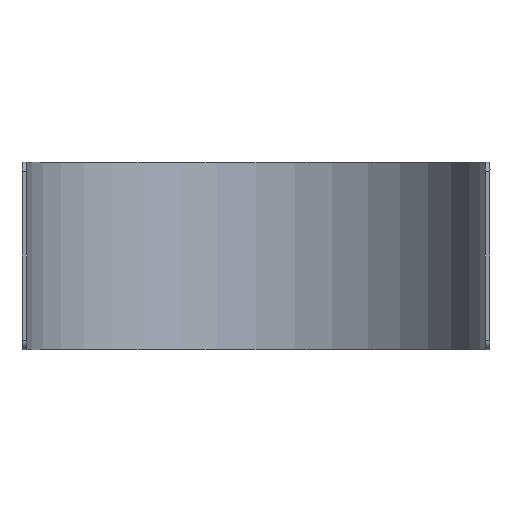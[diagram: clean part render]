
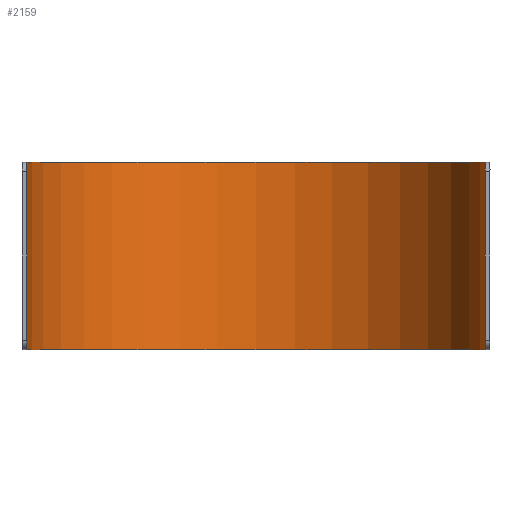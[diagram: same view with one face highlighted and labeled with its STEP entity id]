
A CAD part, front view. The second image highlights one B-rep face of the part: STEP entity #2159.
In plain terms, the highlighted cylindrical face has radius 24.5 mm (diameter 49 mm), a partial arc.
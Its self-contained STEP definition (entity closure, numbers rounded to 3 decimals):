
#154 = CARTESIAN_POINT ( 'NONE',  ( -24.5, 0.109, 9.523 ) ) ;
#194 = CARTESIAN_POINT ( 'NONE',  ( 24.495, 0.496, -9.874 ) ) ;
#423 = B_SPLINE_CURVE_WITH_KNOTS ( 'NONE', 3,
 ( #8313, #8989, #3067, #194, #3164, #7587, #2339, #3016 ),
 .UNSPECIFIED., .F., .F.,
 ( 4, 2, 2, 4 ),
 ( 0., 0., 0.001, 0.002 ),
 .UNSPECIFIED. ) ;
#576 = CARTESIAN_POINT ( 'NONE',  ( 24.5, 0., 9. ) ) ;
#629 = CARTESIAN_POINT ( 'NONE',  ( 24.5, 0.026, 9.262 ) ) ;
#664 = DIRECTION ( 'NONE',  ( 0., 0., -1. ) ) ;
#685 = ORIENTED_EDGE ( 'NONE', *, *, #4604, .T. ) ;
#788 = CARTESIAN_POINT ( 'NONE',  ( -24.489, 0.738, 9.974 ) ) ;
#862 = CARTESIAN_POINT ( 'NONE',  ( 24.5, 0., -9. ) ) ;
#935 = CARTESIAN_POINT ( 'NONE',  ( -24.5, 0., 9. ) ) ;
#1261 = EDGE_CURVE ( 'NONE', #7088, #7951, #423, .T. ) ;
#1335 = B_SPLINE_CURVE_WITH_KNOTS ( 'NONE', 3,
 ( #6085, #8218, #788, #7499, #1532, #154, #8993, #935 ),
 .UNSPECIFIED., .F., .F.,
 ( 4, 2, 2, 4 ),
 ( 0., 0., 0.001, 0.002 ),
 .UNSPECIFIED. ) ;
#1521 = CARTESIAN_POINT ( 'NONE',  ( -24.48, 1., 10. ) ) ;
#1532 = CARTESIAN_POINT ( 'NONE',  ( -24.497, 0.386, 9.8 ) ) ;
#1581 = LINE ( 'NONE', #5307, #2469 ) ;
#1739 = DIRECTION ( 'NONE',  ( 0., 0., -1. ) ) ;
#1951 = CARTESIAN_POINT ( 'NONE',  ( 24.48, 1., 10. ) ) ;
#1996 = CARTESIAN_POINT ( 'NONE',  ( 24.499, 0.201, 9.615 ) ) ;
#2129 = CARTESIAN_POINT ( 'NONE',  ( 0., 0., 10. ) ) ;
#2159 = ADVANCED_FACE ( 'NONE', ( #5713 ), #3478, .F. ) ;
#2219 = CARTESIAN_POINT ( 'NONE',  ( -24.496, 0.477, -9.891 ) ) ;
#2238 = CARTESIAN_POINT ( 'NONE',  ( 24.5, 0., 9. ) ) ;
#2282 = DIRECTION ( 'NONE',  ( -1., 0., 0. ) ) ;
#2339 = CARTESIAN_POINT ( 'NONE',  ( 24.5, 0., -9.264 ) ) ;
#2469 = VECTOR ( 'NONE', #6083, 1000. ) ;
#2745 = CARTESIAN_POINT ( 'NONE',  ( 0., 0., 10. ) ) ;
#2906 = VERTEX_POINT ( 'NONE', #2238 ) ;
#2939 = CARTESIAN_POINT ( 'NONE',  ( -24.49, 0.736, -10. ) ) ;
#3016 = CARTESIAN_POINT ( 'NONE',  ( 24.5, 0., -9. ) ) ;
#3056 = CARTESIAN_POINT ( 'NONE',  ( 0., 0., -10. ) ) ;
#3067 = CARTESIAN_POINT ( 'NONE',  ( 24.489, 0.738, -9.974 ) ) ;
#3092 = VERTEX_POINT ( 'NONE', #5775 ) ;
#3164 = CARTESIAN_POINT ( 'NONE',  ( 24.497, 0.386, -9.8 ) ) ;
#3474 = B_SPLINE_CURVE_WITH_KNOTS ( 'NONE', 3,
 ( #5704, #8623, #7468, #8231, #8183, #2219, #2939, #6745 ),
 .UNSPECIFIED., .F., .F.,
 ( 4, 2, 2, 4 ),
 ( 0., 0., 0.001, 0.002 ),
 .UNSPECIFIED. ) ;
#3478 = CYLINDRICAL_SURFACE ( 'NONE', #7843, 24.5 ) ;
#3693 = EDGE_CURVE ( 'NONE', #2906, #7951, #1581, .T. ) ;
#4095 = CARTESIAN_POINT ( 'NONE',  ( -24.5, 0., 10. ) ) ;
#4235 = EDGE_CURVE ( 'NONE', #9545, #7096, #1335, .T. ) ;
#4363 = EDGE_CURVE ( 'NONE', #2906, #6569, #5487, .T. ) ;
#4604 = EDGE_CURVE ( 'NONE', #7096, #5220, #8336, .T. ) ;
#4633 = AXIS2_PLACEMENT_3D ( 'NONE', #2745, #5024, #7937 ) ;
#4781 = CARTESIAN_POINT ( 'NONE',  ( -24.5, 0., 9. ) ) ;
#5024 = DIRECTION ( 'NONE',  ( 0., 0., -1. ) ) ;
#5049 = CARTESIAN_POINT ( 'NONE',  ( 24.496, 0.477, 9.891 ) ) ;
#5186 = ORIENTED_EDGE ( 'NONE', *, *, #3693, .F. ) ;
#5220 = VERTEX_POINT ( 'NONE', #5931 ) ;
#5307 = CARTESIAN_POINT ( 'NONE',  ( 24.5, 0., 10. ) ) ;
#5487 = B_SPLINE_CURVE_WITH_KNOTS ( 'NONE', 3,
 ( #576, #6352, #629, #9357, #1996, #5049, #7058, #1951 ),
 .UNSPECIFIED., .F., .F.,
 ( 4, 2, 2, 4 ),
 ( 0., 0., 0.001, 0.002 ),
 .UNSPECIFIED. ) ;
#5704 = CARTESIAN_POINT ( 'NONE',  ( -24.5, 0., -9. ) ) ;
#5713 = FACE_OUTER_BOUND ( 'NONE', #7067, .T. ) ;
#5775 = CARTESIAN_POINT ( 'NONE',  ( -24.48, 1., -10. ) ) ;
#5889 = ORIENTED_EDGE ( 'NONE', *, *, #4363, .T. ) ;
#5931 = CARTESIAN_POINT ( 'NONE',  ( -24.5, 0., -9. ) ) ;
#6051 = VECTOR ( 'NONE', #1739, 1000. ) ;
#6083 = DIRECTION ( 'NONE',  ( 0., 0., -1. ) ) ;
#6085 = CARTESIAN_POINT ( 'NONE',  ( -24.48, 1., 10. ) ) ;
#6336 = CIRCLE ( 'NONE', #7405, 24.5 ) ;
#6352 = CARTESIAN_POINT ( 'NONE',  ( 24.5, 0., 9.132 ) ) ;
#6569 = VERTEX_POINT ( 'NONE', #9285 ) ;
#6745 = CARTESIAN_POINT ( 'NONE',  ( -24.48, 1., -10. ) ) ;
#6817 = CARTESIAN_POINT ( 'NONE',  ( 24.48, 1., -10. ) ) ;
#6992 = EDGE_CURVE ( 'NONE', #3092, #7088, #6336, .T. ) ;
#7058 = CARTESIAN_POINT ( 'NONE',  ( 24.49, 0.736, 10. ) ) ;
#7067 = EDGE_LOOP ( 'NONE', ( #5186, #5889, #8980, #8547, #685, #9471, #8408, #9488 ) ) ;
#7088 = VERTEX_POINT ( 'NONE', #6817 ) ;
#7096 = VERTEX_POINT ( 'NONE', #4781 ) ;
#7405 = AXIS2_PLACEMENT_3D ( 'NONE', #3056, #8202, #2282 ) ;
#7468 = CARTESIAN_POINT ( 'NONE',  ( -24.5, 0.026, -9.262 ) ) ;
#7499 = CARTESIAN_POINT ( 'NONE',  ( -24.495, 0.496, 9.874 ) ) ;
#7587 = CARTESIAN_POINT ( 'NONE',  ( 24.5, 0.109, -9.523 ) ) ;
#7843 = AXIS2_PLACEMENT_3D ( 'NONE', #2129, #664, #7998 ) ;
#7937 = DIRECTION ( 'NONE',  ( -1., 0., 0. ) ) ;
#7951 = VERTEX_POINT ( 'NONE', #862 ) ;
#7998 = DIRECTION ( 'NONE',  ( -1., 0., 0. ) ) ;
#8183 = CARTESIAN_POINT ( 'NONE',  ( -24.499, 0.201, -9.615 ) ) ;
#8202 = DIRECTION ( 'NONE',  ( 0., 0., -1. ) ) ;
#8218 = CARTESIAN_POINT ( 'NONE',  ( -24.485, 0.868, 10. ) ) ;
#8231 = CARTESIAN_POINT ( 'NONE',  ( -24.5, 0.126, -9.504 ) ) ;
#8313 = CARTESIAN_POINT ( 'NONE',  ( 24.48, 1., -10. ) ) ;
#8336 = LINE ( 'NONE', #4095, #6051 ) ;
#8408 = ORIENTED_EDGE ( 'NONE', *, *, #6992, .T. ) ;
#8547 = ORIENTED_EDGE ( 'NONE', *, *, #4235, .T. ) ;
#8623 = CARTESIAN_POINT ( 'NONE',  ( -24.5, 0., -9.132 ) ) ;
#8707 = EDGE_CURVE ( 'NONE', #9545, #6569, #8798, .T. ) ;
#8798 = CIRCLE ( 'NONE', #4633, 24.5 ) ;
#8859 = EDGE_CURVE ( 'NONE', #5220, #3092, #3474, .T. ) ;
#8980 = ORIENTED_EDGE ( 'NONE', *, *, #8707, .F. ) ;
#8989 = CARTESIAN_POINT ( 'NONE',  ( 24.485, 0.868, -10. ) ) ;
#8993 = CARTESIAN_POINT ( 'NONE',  ( -24.5, 0., 9.264 ) ) ;
#9285 = CARTESIAN_POINT ( 'NONE',  ( 24.48, 1., 10. ) ) ;
#9357 = CARTESIAN_POINT ( 'NONE',  ( 24.5, 0.126, 9.504 ) ) ;
#9471 = ORIENTED_EDGE ( 'NONE', *, *, #8859, .T. ) ;
#9488 = ORIENTED_EDGE ( 'NONE', *, *, #1261, .T. ) ;
#9545 = VERTEX_POINT ( 'NONE', #1521 ) ;
